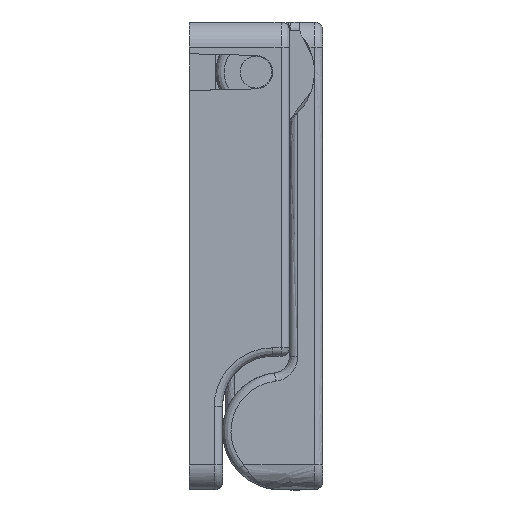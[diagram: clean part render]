
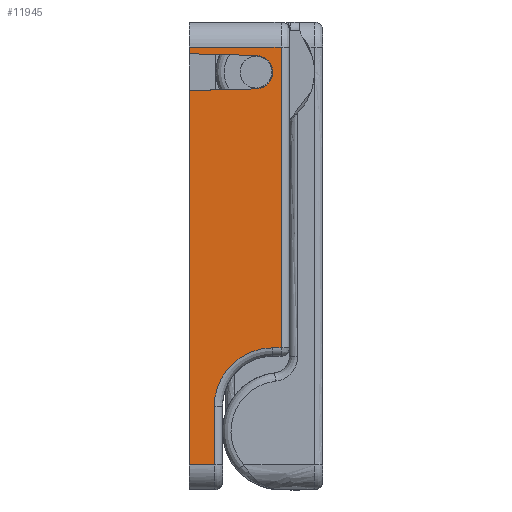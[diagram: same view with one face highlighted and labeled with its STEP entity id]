
A CAD part, left-side view. The second image highlights one B-rep face of the part: STEP entity #11945.
In plain terms, the highlighted free-form (B-spline) face has degree [1, 1] with [2, 2] control points.
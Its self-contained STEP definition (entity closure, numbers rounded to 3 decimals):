
#8871=CARTESIAN_POINT('',(-48.0,0.0,-4.1));
#8872=VERTEX_POINT('',#8871);
#8878=CARTESIAN_POINT('',(-48.0,-4.025,-4.));
#8879=VERTEX_POINT('',#8878);
#8880=CARTESIAN_POINT('',(-48.0,-4.025,-4.));
#8881=CARTESIAN_POINT('',(-48.0,0.0,-4.1));
#8882=QUASI_UNIFORM_CURVE('',1,(#8880,#8881),.UNSPECIFIED.,.F.,.U.);
#8883=EDGE_CURVE('',#8879,#8872,#8882,.T.);
#8926=CARTESIAN_POINT('',(-48.0,-4.025,-2.));
#8927=VERTEX_POINT('',#8926);
#8928=CARTESIAN_POINT('',(-48.0,-4.025,-2.));
#8929=CARTESIAN_POINT('',(-48.,-5.,-2.025));
#8930=CARTESIAN_POINT('',(-48.0,-5.0,-3.));
#8931=CARTESIAN_POINT('',(-48.,-5.,-3.975));
#8932=CARTESIAN_POINT('',(-48.0,-4.025,-4.));
#8940=(BOUNDED_CURVE()B_SPLINE_CURVE(2,(#8928,#8929,#8930,#8931,#8932),.UNSPECIFIED.,.F.,.U.)B_SPLINE_CURVE_WITH_KNOTS((3,2,3),(0.0,0.5,1.0),.UNSPECIFIED.)CURVE()GEOMETRIC_REPRESENTATION_ITEM()RATIONAL_B_SPLINE_CURVE((1.0,0.716,1.0,0.716,1.0))REPRESENTATION_ITEM(''));
#8941=EDGE_CURVE('',#8927,#8879,#8940,.T.);
#8988=CARTESIAN_POINT('',(-48.0,0.0,-1.9));
#8989=VERTEX_POINT('',#8988);
#8990=CARTESIAN_POINT('',(-48.0,0.0,-1.9));
#8991=CARTESIAN_POINT('',(-48.0,-4.025,-2.));
#8992=QUASI_UNIFORM_CURVE('',1,(#8990,#8991),.UNSPECIFIED.,.F.,.U.);
#8993=EDGE_CURVE('',#8989,#8927,#8992,.T.);
#9842=CARTESIAN_POINT('',(-48.0,-1.5,-26.5));
#9843=VERTEX_POINT('',#9842);
#9903=CARTESIAN_POINT('',(-48.0,-1.5,-23.0));
#9904=VERTEX_POINT('',#9903);
#9918=CARTESIAN_POINT('',(-48.0,-1.5,-26.5));
#9919=CARTESIAN_POINT('',(-48.0,-1.5,-23.0));
#9920=QUASI_UNIFORM_CURVE('',1,(#9918,#9919),.UNSPECIFIED.,.F.,.U.);
#9921=EDGE_CURVE('',#9843,#9904,#9920,.T.);
#9951=CARTESIAN_POINT('',(-48.0,-5.0,-19.5));
#9952=VERTEX_POINT('',#9951);
#9966=CARTESIAN_POINT('',(-48.0,-1.5,-23.0));
#9967=CARTESIAN_POINT('',(-48.0,-1.5,-19.5));
#9968=CARTESIAN_POINT('',(-48.0,-5.0,-19.5));
#9976=(BOUNDED_CURVE()B_SPLINE_CURVE(2,(#9966,#9967,#9968),.UNSPECIFIED.,.F.,.U.)CURVE()GEOMETRIC_REPRESENTATION_ITEM()QUASI_UNIFORM_CURVE()RATIONAL_B_SPLINE_CURVE((1.0,0.707,1.0))REPRESENTATION_ITEM(''));
#9977=EDGE_CURVE('',#9904,#9952,#9976,.T.);
#10012=CARTESIAN_POINT('',(-48.0,-5.5,-19.5));
#10013=VERTEX_POINT('',#10012);
#10027=CARTESIAN_POINT('',(-48.0,-5.0,-19.5));
#10028=CARTESIAN_POINT('',(-48.0,-5.5,-19.5));
#10029=QUASI_UNIFORM_CURVE('',1,(#10027,#10028),.UNSPECIFIED.,.F.,.U.);
#10030=EDGE_CURVE('',#9952,#10013,#10029,.T.);
#10119=CARTESIAN_POINT('',(-48.0,-5.5,-1.5));
#10120=VERTEX_POINT('',#10119);
#10134=CARTESIAN_POINT('',(-48.0,-5.5,-19.5));
#10135=CARTESIAN_POINT('',(-48.0,-5.5,-1.5));
#10136=QUASI_UNIFORM_CURVE('',1,(#10134,#10135),.UNSPECIFIED.,.F.,.U.);
#10137=EDGE_CURVE('',#10013,#10120,#10136,.T.);
#10783=CARTESIAN_POINT('',(-48.0,0.0,-1.5));
#10784=VERTEX_POINT('',#10783);
#10785=CARTESIAN_POINT('',(-48.0,-5.5,-1.5));
#10786=CARTESIAN_POINT('',(-48.0,0.0,-1.5));
#10787=QUASI_UNIFORM_CURVE('',1,(#10785,#10786),.UNSPECIFIED.,.F.,.U.);
#10788=EDGE_CURVE('',#10120,#10784,#10787,.T.);
#11698=CARTESIAN_POINT('',(-48.0,0.0,-26.5));
#11699=VERTEX_POINT('',#11698);
#11700=CARTESIAN_POINT('',(-48.0,-1.5,-26.5));
#11701=CARTESIAN_POINT('',(-48.0,0.0,-26.5));
#11702=QUASI_UNIFORM_CURVE('',1,(#11700,#11701),.UNSPECIFIED.,.F.,.U.);
#11703=EDGE_CURVE('',#9843,#11699,#11702,.T.);
#11919=CARTESIAN_POINT('',(-48.0,-5.775,-27.749));
#11920=CARTESIAN_POINT('',(-48.0,-5.775,-0.251));
#11921=CARTESIAN_POINT('',(-48.0,0.275,-27.749));
#11922=CARTESIAN_POINT('',(-48.0,0.275,-0.251));
#11923=B_SPLINE_SURFACE_WITH_KNOTS('',1,1,((#11919,#11921),(#11920,#11922)),.UNSPECIFIED.,.F.,.F.,.U.,(2,2),(2,2),(0.0,27.498),(0.0,6.049),.UNSPECIFIED.);
#11924=ORIENTED_EDGE('',*,*,#8993,.T.);
#11925=ORIENTED_EDGE('',*,*,#8941,.T.);
#11926=ORIENTED_EDGE('',*,*,#8883,.T.);
#11927=CARTESIAN_POINT('',(-48.0,0.0,-26.5));
#11928=CARTESIAN_POINT('',(-48.0,0.0,-4.1));
#11929=QUASI_UNIFORM_CURVE('',1,(#11927,#11928),.UNSPECIFIED.,.F.,.U.);
#11930=EDGE_CURVE('',#11699,#8872,#11929,.T.);
#11931=ORIENTED_EDGE('',*,*,#11930,.F.);
#11932=ORIENTED_EDGE('',*,*,#11703,.F.);
#11933=ORIENTED_EDGE('',*,*,#9921,.T.);
#11934=ORIENTED_EDGE('',*,*,#9977,.T.);
#11935=ORIENTED_EDGE('',*,*,#10030,.T.);
#11936=ORIENTED_EDGE('',*,*,#10137,.T.);
#11937=ORIENTED_EDGE('',*,*,#10788,.T.);
#11938=CARTESIAN_POINT('',(-48.0,0.0,-1.9));
#11939=CARTESIAN_POINT('',(-48.0,0.0,-1.5));
#11940=QUASI_UNIFORM_CURVE('',1,(#11938,#11939),.UNSPECIFIED.,.F.,.U.);
#11941=EDGE_CURVE('',#8989,#10784,#11940,.T.);
#11942=ORIENTED_EDGE('',*,*,#11941,.F.);
#11943=EDGE_LOOP('',(#11924,#11925,#11926,#11931,#11932,#11933,#11934,#11935,#11936,#11937,#11942));
#11944=FACE_OUTER_BOUND('',#11943,.T.);
#11945=ADVANCED_FACE('',(#11944),#11923,.T.);
